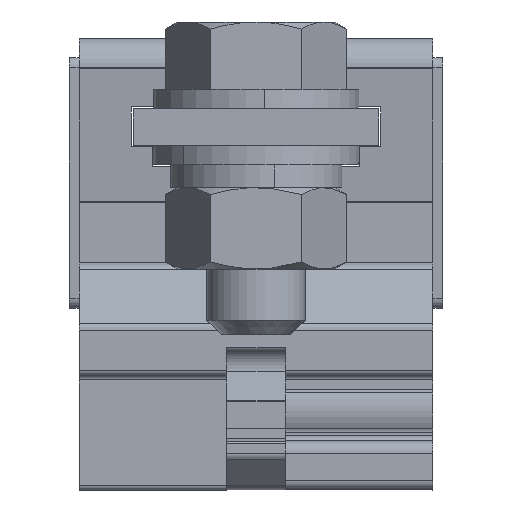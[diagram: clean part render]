
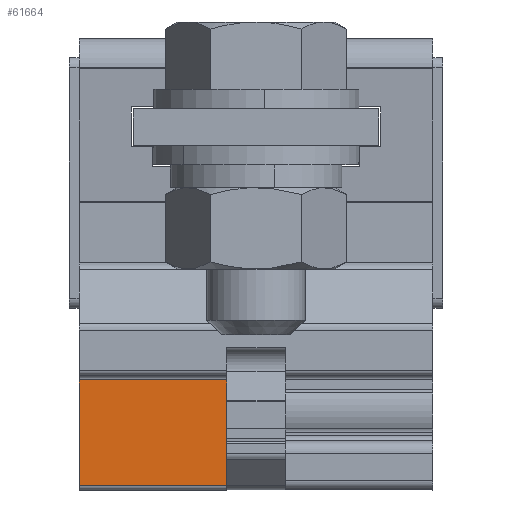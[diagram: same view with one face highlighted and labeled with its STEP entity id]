
A CAD part, left-side view. The second image highlights one B-rep face of the part: STEP entity #61664.
In plain terms, the highlighted planar face has unit normal (-1, 0, 0).
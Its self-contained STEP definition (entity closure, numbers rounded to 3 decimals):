
#222 = VECTOR ( 'NONE', #5647, 1000. ) ;
#5184 = CARTESIAN_POINT ( 'NONE',  ( -39.95, 22., -5.8 ) ) ;
#5647 = DIRECTION ( 'NONE',  ( 0., 0., -1. ) ) ;
#5892 = VERTEX_POINT ( 'NONE', #6381 ) ;
#6381 = CARTESIAN_POINT ( 'NONE',  ( -39.95, 37., -5.8 ) ) ;
#7915 = EDGE_CURVE ( 'NONE', #62289, #5892, #18082, .T. ) ;
#10107 = VERTEX_POINT ( 'NONE', #39259 ) ;
#11541 = EDGE_LOOP ( 'NONE', ( #32297, #34344, #38992, #22882 ) ) ;
#17698 = CARTESIAN_POINT ( 'NONE',  ( -39.95, 37., 4.9 ) ) ;
#18082 = LINE ( 'NONE', #17698, #222 ) ;
#19331 = VECTOR ( 'NONE', #30722, 1000. ) ;
#20368 = DIRECTION ( 'NONE',  ( 0., 1., 0. ) ) ;
#20401 = VECTOR ( 'NONE', #20368, 1000. ) ;
#21140 = DIRECTION ( 'NONE',  ( 1., 0., 0. ) ) ;
#22882 = ORIENTED_EDGE ( 'NONE', *, *, #37957, .T. ) ;
#26191 = CARTESIAN_POINT ( 'NONE',  ( -39.95, 22., 4.9 ) ) ;
#26772 = LINE ( 'NONE', #5184, #46184 ) ;
#30722 = DIRECTION ( 'NONE',  ( 0., 0., -1. ) ) ;
#32297 = ORIENTED_EDGE ( 'NONE', *, *, #7915, .T. ) ;
#34344 = ORIENTED_EDGE ( 'NONE', *, *, #58210, .F. ) ;
#34523 = AXIS2_PLACEMENT_3D ( 'NONE', #65100, #21140, #64009 ) ;
#37957 = EDGE_CURVE ( 'NONE', #53132, #62289, #48163, .T. ) ;
#38992 = ORIENTED_EDGE ( 'NONE', *, *, #58439, .F. ) ;
#39259 = CARTESIAN_POINT ( 'NONE',  ( -39.95, 22., -5.8 ) ) ;
#46184 = VECTOR ( 'NONE', #54966, 1000. ) ;
#47879 = LINE ( 'NONE', #65422, #19331 ) ;
#48163 = LINE ( 'NONE', #26191, #20401 ) ;
#48953 = FACE_OUTER_BOUND ( 'NONE', #11541, .T. ) ;
#53132 = VERTEX_POINT ( 'NONE', #62561 ) ;
#54966 = DIRECTION ( 'NONE',  ( 0., 1., 0. ) ) ;
#58210 = EDGE_CURVE ( 'NONE', #10107, #5892, #26772, .T. ) ;
#58439 = EDGE_CURVE ( 'NONE', #53132, #10107, #47879, .T. ) ;
#61664 = ADVANCED_FACE ( 'NONE', ( #48953 ), #71247, .F. ) ;
#62198 = CARTESIAN_POINT ( 'NONE',  ( -39.95, 37., 4.9 ) ) ;
#62289 = VERTEX_POINT ( 'NONE', #62198 ) ;
#62561 = CARTESIAN_POINT ( 'NONE',  ( -39.95, 22., 4.9 ) ) ;
#64009 = DIRECTION ( 'NONE',  ( 0., 1., 0. ) ) ;
#65100 = CARTESIAN_POINT ( 'NONE',  ( -39.95, 22., 4.9 ) ) ;
#65422 = CARTESIAN_POINT ( 'NONE',  ( -39.95, 22., 4.9 ) ) ;
#71247 = PLANE ( 'NONE',  #34523 ) ;
